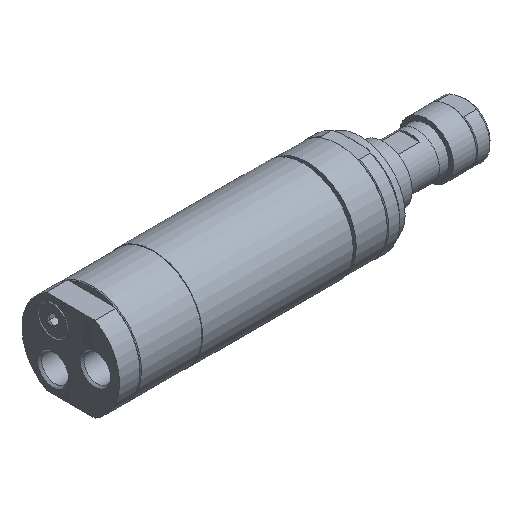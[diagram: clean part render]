
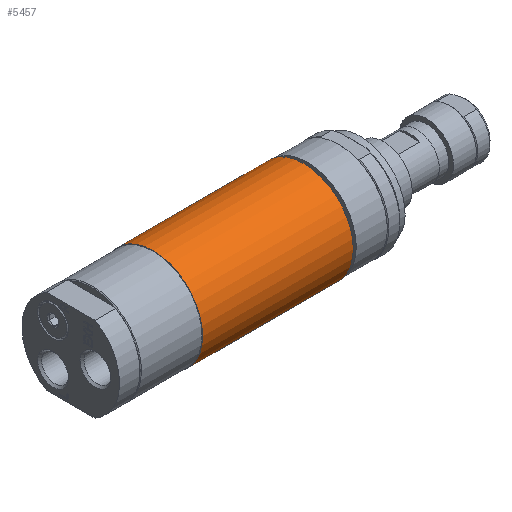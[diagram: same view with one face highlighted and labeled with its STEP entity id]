
A CAD part, isometric view. The second image highlights one B-rep face of the part: STEP entity #5457.
In plain terms, the highlighted cylindrical face has radius 21 mm (diameter 42 mm), a full revolution.
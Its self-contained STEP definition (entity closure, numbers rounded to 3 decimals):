
#213=CYLINDRICAL_SURFACE('',#5785,21.);
#284=LINE('',#7945,#668);
#668=VECTOR('',#6419,21.);
#1388=FACE_OUTER_BOUND('',#1672,.T.);
#1672=EDGE_LOOP('',(#3711,#3712,#3713,#3714,#3715,#3716));
#1969=CIRCLE('',#5781,21.);
#1970=CIRCLE('',#5782,21.);
#1973=CIRCLE('',#5786,21.);
#1974=CIRCLE('',#5787,21.);
#2268=VERTEX_POINT('',#7932);
#2269=VERTEX_POINT('',#7933);
#2272=VERTEX_POINT('',#7941);
#2273=VERTEX_POINT('',#7942);
#2824=EDGE_CURVE('',#2268,#2269,#1969,.T.);
#2825=EDGE_CURVE('',#2269,#2268,#1970,.T.);
#2828=EDGE_CURVE('',#2272,#2273,#1973,.T.);
#2829=EDGE_CURVE('',#2273,#2272,#1974,.T.);
#2830=EDGE_CURVE('',#2273,#2269,#284,.T.);
#3711=ORIENTED_EDGE('',*,*,#2828,.F.);
#3712=ORIENTED_EDGE('',*,*,#2829,.F.);
#3713=ORIENTED_EDGE('',*,*,#2830,.T.);
#3714=ORIENTED_EDGE('',*,*,#2825,.T.);
#3715=ORIENTED_EDGE('',*,*,#2824,.T.);
#3716=ORIENTED_EDGE('',*,*,#2830,.F.);
#5457=ADVANCED_FACE('',(#1388),#213,.T.);
#5781=AXIS2_PLACEMENT_3D('',#7934,#6405,#6406);
#5782=AXIS2_PLACEMENT_3D('',#7935,#6407,#6408);
#5785=AXIS2_PLACEMENT_3D('',#7940,#6413,#6414);
#5786=AXIS2_PLACEMENT_3D('',#7943,#6415,#6416);
#5787=AXIS2_PLACEMENT_3D('',#7944,#6417,#6418);
#6405=DIRECTION('center_axis',(-1.,0.,0.));
#6406=DIRECTION('ref_axis',(0.,-0.338,-0.941));
#6407=DIRECTION('center_axis',(-1.,0.,0.));
#6408=DIRECTION('ref_axis',(0.,-0.338,-0.941));
#6413=DIRECTION('center_axis',(-1.,0.,0.));
#6414=DIRECTION('ref_axis',(0.,-0.338,-0.941));
#6415=DIRECTION('center_axis',(-1.,0.,0.));
#6416=DIRECTION('ref_axis',(0.,-0.338,-0.941));
#6417=DIRECTION('center_axis',(-1.,0.,0.));
#6418=DIRECTION('ref_axis',(0.,-0.338,-0.941));
#6419=DIRECTION('',(1.,0.,0.));
#7932=CARTESIAN_POINT('',(66.5,-7.102,-19.763));
#7933=CARTESIAN_POINT('',(66.5,7.102,19.763));
#7934=CARTESIAN_POINT('Origin',(66.5,0.,0.));
#7935=CARTESIAN_POINT('Origin',(66.5,0.,0.));
#7940=CARTESIAN_POINT('Origin',(34.5,0.,
0.));
#7941=CARTESIAN_POINT('',(2.5,-7.102,-19.763));
#7942=CARTESIAN_POINT('',(2.5,7.102,19.763));
#7943=CARTESIAN_POINT('Origin',(2.5,0.,
0.));
#7944=CARTESIAN_POINT('Origin',(2.5,0.,
0.));
#7945=CARTESIAN_POINT('',(34.5,7.102,19.763));
